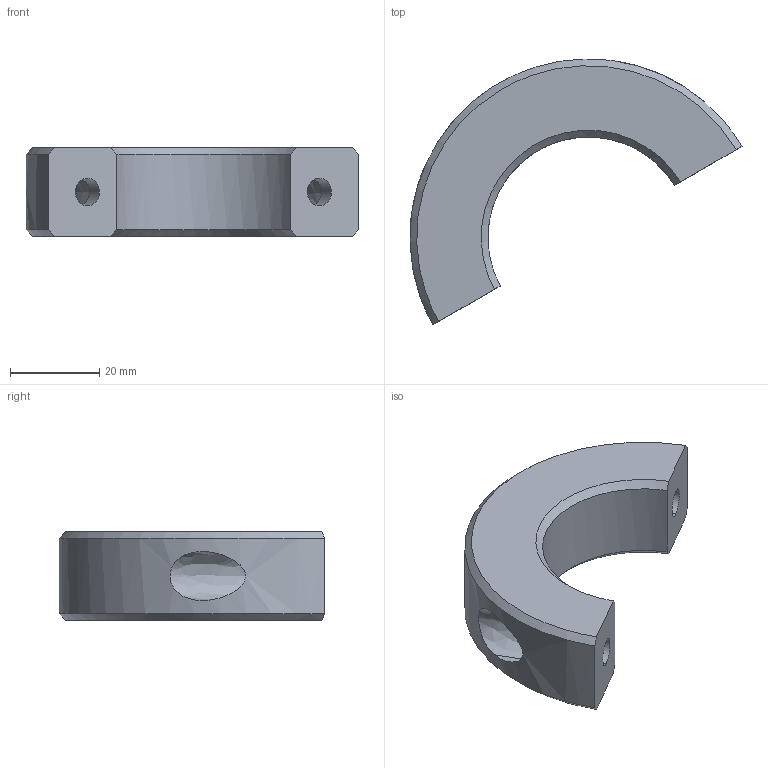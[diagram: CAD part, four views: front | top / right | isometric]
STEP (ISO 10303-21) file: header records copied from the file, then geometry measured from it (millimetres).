
FILE_DESCRIPTION (( 'STEP AP203' ), '1' );
FILE_NAME ('682-06 anillo chaveta atornillado macho.STEP', '2021-07-19T18:46:04', ( '' ), ( '' ), 'SwSTEP 2.0', 'SolidWorks 2018', '' );
FILE_SCHEMA (( 'CONFIG_CONTROL_DESIGN' ));
Length unit declared in the file: millimetre
Products named in the file (1): 682-06 anillo chaveta atornillado macho
Bounding box: 74.39 x 59.56 x 19.9 mm (x, y, z)
Volume: 29098.4 mm3; surface area: 8997.5 mm2
Topology: 1 solids, 1 shells, 20 faces, 75 edges, 59 vertices
Faces by surface type: bspline 20
Entity records: 1538 total; most frequent: CARTESIAN_POINT 1026, ORIENTED_EDGE 150, EDGE_CURVE 75, B_SPLINE_CURVE_WITH_KNOTS 66, VERTEX_POINT 59, EDGE_LOOP 26, FACE_OUTER_BOUND 20, ADVANCED_FACE 20
